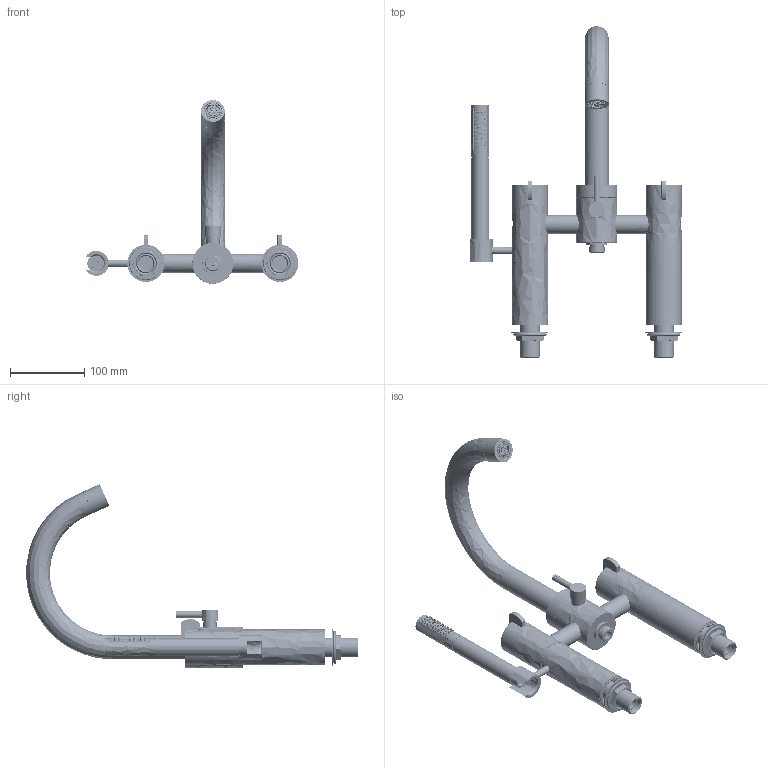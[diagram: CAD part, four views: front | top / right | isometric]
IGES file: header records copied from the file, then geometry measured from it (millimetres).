
Global section: file name: V136; native system: Autodesk Inventor 2018; preprocessor: unknown; author: adaniels; date: 20180123.121913; units: millimetre
Bounding box: 286.02 x 446 x 246.78 mm (x, y, z)
Volume: 929748.8 mm3; surface area: 417126.6 mm2
Topology: 80 solids, 83 shells, 3387 faces, 9245 edges, 6244 vertices
Faces by surface type: bspline 3387
